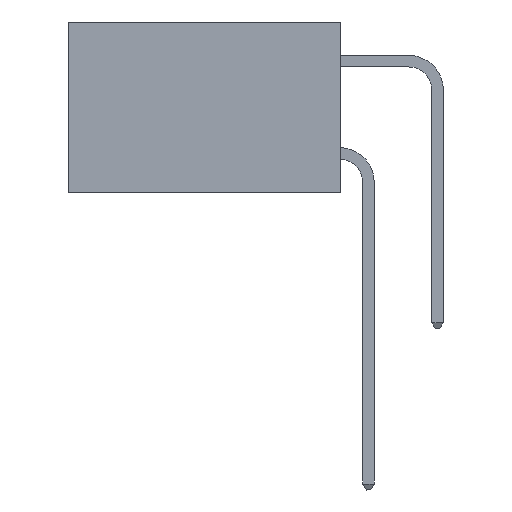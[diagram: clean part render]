
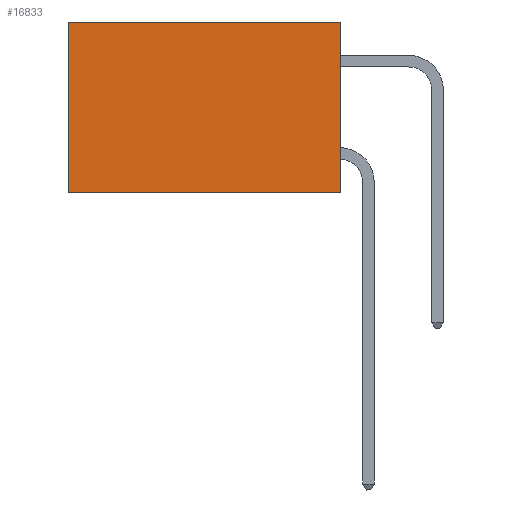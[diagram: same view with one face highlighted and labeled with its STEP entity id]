
A CAD part, left-side view. The second image highlights one B-rep face of the part: STEP entity #16833.
In plain terms, the highlighted planar face has unit normal (-1, 0, 0).
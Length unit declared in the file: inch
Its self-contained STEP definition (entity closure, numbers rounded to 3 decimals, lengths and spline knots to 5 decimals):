
#229 = LINE ( 'NONE', #1527, #21204 ) ;
#289 = ORIENTED_EDGE ( 'NONE', *, *, #2900, .F. ) ;
#1083 = VERTEX_POINT ( 'NONE', #10049 ) ;
#1527 = CARTESIAN_POINT ( 'NONE',  ( 0.277, 0., 0. ) ) ;
#1580 = PLANE ( 'NONE',  #3850 ) ;
#2394 = LINE ( 'NONE', #21315, #23331 ) ;
#2900 = EDGE_CURVE ( 'NONE', #16279, #1083, #2394, .T. ) ;
#3850 = AXIS2_PLACEMENT_3D ( 'NONE', #25030, #19342, #7609 ) ;
#5551 = DIRECTION ( 'NONE',  ( 0., 0., -1. ) ) ;
#6518 = ORIENTED_EDGE ( 'NONE', *, *, #21659, .T. ) ;
#6624 = EDGE_LOOP ( 'NONE', ( #12277, #289, #14869, #6518 ) ) ;
#7281 = VERTEX_POINT ( 'NONE', #9308 ) ;
#7609 = DIRECTION ( 'NONE',  ( 0., 0., -1. ) ) ;
#9308 = CARTESIAN_POINT ( 'NONE',  ( 0.277, 0., 0. ) ) ;
#10049 = CARTESIAN_POINT ( 'NONE',  ( 0.277, 0.59, -0.37 ) ) ;
#10824 = DIRECTION ( 'NONE',  ( 0., 0., -1. ) ) ;
#11022 = CARTESIAN_POINT ( 'NONE',  ( 0.277, 0., -0.37 ) ) ;
#11506 = CARTESIAN_POINT ( 'NONE',  ( 0.277, 0.59, 0. ) ) ;
#12277 = ORIENTED_EDGE ( 'NONE', *, *, #25041, .T. ) ;
#12619 = DIRECTION ( 'NONE',  ( 0., 1., 0. ) ) ;
#13156 = EDGE_CURVE ( 'NONE', #7281, #16279, #24453, .T. ) ;
#13697 = LINE ( 'NONE', #19296, #18872 ) ;
#14175 = VECTOR ( 'NONE', #10824, 39.37008 ) ;
#14869 = ORIENTED_EDGE ( 'NONE', *, *, #13156, .F. ) ;
#15357 = DIRECTION ( 'NONE',  ( 0., 1., 0. ) ) ;
#16131 = VERTEX_POINT ( 'NONE', #11506 ) ;
#16279 = VERTEX_POINT ( 'NONE', #17840 ) ;
#16833 = ADVANCED_FACE ( 'NONE', ( #18307 ), #1580, .F. ) ;
#17840 = CARTESIAN_POINT ( 'NONE',  ( 0.277, 0., -0.37 ) ) ;
#18307 = FACE_OUTER_BOUND ( 'NONE', #6624, .T. ) ;
#18872 = VECTOR ( 'NONE', #5551, 39.37008 ) ;
#19296 = CARTESIAN_POINT ( 'NONE',  ( 0.277, 0.59, -0.37 ) ) ;
#19342 = DIRECTION ( 'NONE',  ( 1., 0., 0. ) ) ;
#21204 = VECTOR ( 'NONE', #15357, 39.37008 ) ;
#21315 = CARTESIAN_POINT ( 'NONE',  ( 0.277, 0., -0.37 ) ) ;
#21659 = EDGE_CURVE ( 'NONE', #7281, #16131, #229, .T. ) ;
#23331 = VECTOR ( 'NONE', #12619, 39.37008 ) ;
#24453 = LINE ( 'NONE', #11022, #14175 ) ;
#25030 = CARTESIAN_POINT ( 'NONE',  ( 0.277, 0., -0.37 ) ) ;
#25041 = EDGE_CURVE ( 'NONE', #16131, #1083, #13697, .T. ) ;
